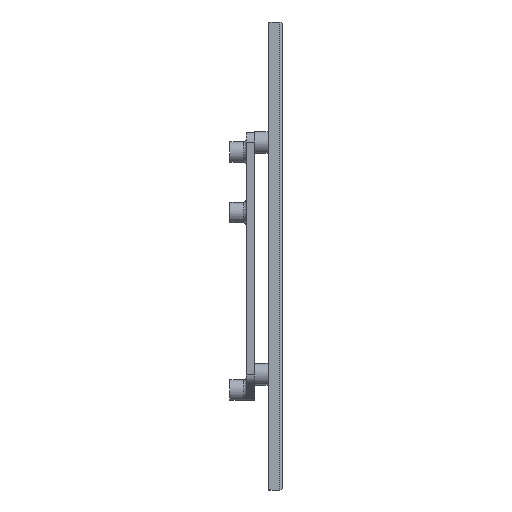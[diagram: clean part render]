
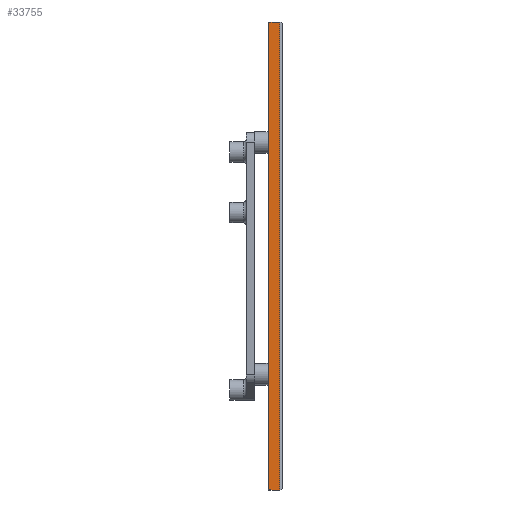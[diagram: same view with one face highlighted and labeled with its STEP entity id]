
A CAD part, left-side view. The second image highlights one B-rep face of the part: STEP entity #33755.
In plain terms, the highlighted planar face has unit normal (-1, 0, 0).
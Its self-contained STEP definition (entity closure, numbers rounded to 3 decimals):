
#3172=PLANE('',#36655);
#4979=FACE_OUTER_BOUND('',#6844,.T.);
#6844=EDGE_LOOP('',(#30533,#30534,#30535,#30536,#30537,#30538));
#10046=LINE('',#60526,#13189);
#10069=LINE('',#60586,#13212);
#10072=LINE('',#60591,#13215);
#10096=LINE('',#60645,#13239);
#10097=LINE('',#60648,#13240);
#10098=LINE('',#60649,#13241);
#13189=VECTOR('',#45422,10.);
#13212=VECTOR('',#45463,10.);
#13215=VECTOR('',#45468,10.);
#13239=VECTOR('',#45532,10.);
#13240=VECTOR('',#45535,10.);
#13241=VECTOR('',#45536,10.);
#16930=VERTEX_POINT('',#60524);
#16931=VERTEX_POINT('',#60525);
#16958=VERTEX_POINT('',#60583);
#16959=VERTEX_POINT('',#60585);
#16969=VERTEX_POINT('',#60641);
#16971=VERTEX_POINT('',#60647);
#21809=EDGE_CURVE('',#16930,#16931,#10046,.T.);
#21840=EDGE_CURVE('',#16958,#16959,#10069,.T.);
#21843=EDGE_CURVE('',#16958,#16931,#10072,.T.);
#21870=EDGE_CURVE('',#16959,#16969,#10096,.T.);
#21871=EDGE_CURVE('',#16930,#16971,#10097,.T.);
#21872=EDGE_CURVE('',#16971,#16969,#10098,.T.);
#30533=ORIENTED_EDGE('',*,*,#21871,.T.);
#30534=ORIENTED_EDGE('',*,*,#21872,.T.);
#30535=ORIENTED_EDGE('',*,*,#21870,.F.);
#30536=ORIENTED_EDGE('',*,*,#21840,.F.);
#30537=ORIENTED_EDGE('',*,*,#21843,.T.);
#30538=ORIENTED_EDGE('',*,*,#21809,.F.);
#33755=ADVANCED_FACE('',(#4979),#3172,.F.);
#36655=AXIS2_PLACEMENT_3D('',#60646,#45533,#45534);
#45422=DIRECTION('',(0.,0.,1.));
#45463=DIRECTION('',(0.,-1.,0.));
#45468=DIRECTION('',(0.,0.958,-0.286));
#45532=DIRECTION('',(0.,0.,-1.));
#45533=DIRECTION('center_axis',(1.,0.,0.));
#45534=DIRECTION('ref_axis',(0.,0.,-1.));
#45535=DIRECTION('',(0.,-0.958,-0.286));
#45536=DIRECTION('',(0.,-1.,0.));
#60524=CARTESIAN_POINT('',(-365.,-8.01,102.41));
#60525=CARTESIAN_POINT('',(-365.,-8.01,271.61));
#60526=CARTESIAN_POINT('',(-365.,-8.01,185.135));
#60583=CARTESIAN_POINT('',(-365.,-9.352,272.01));
#60585=CARTESIAN_POINT('',(-365.,-12.21,272.01));
#60586=CARTESIAN_POINT('',(-365.,-11.51,272.01));
#60591=CARTESIAN_POINT('',(-365.,14.407,264.927));
#60641=CARTESIAN_POINT('',(-365.,-12.21,102.01));
#60645=CARTESIAN_POINT('',(-365.,-12.21,187.01));
#60646=CARTESIAN_POINT('Origin',(-365.,-10.01,100.51));
#60647=CARTESIAN_POINT('',(-365.,-9.352,102.01));
#60648=CARTESIAN_POINT('',(-365.,-9.277,102.032));
#60649=CARTESIAN_POINT('',(-365.,-11.51,102.01));
